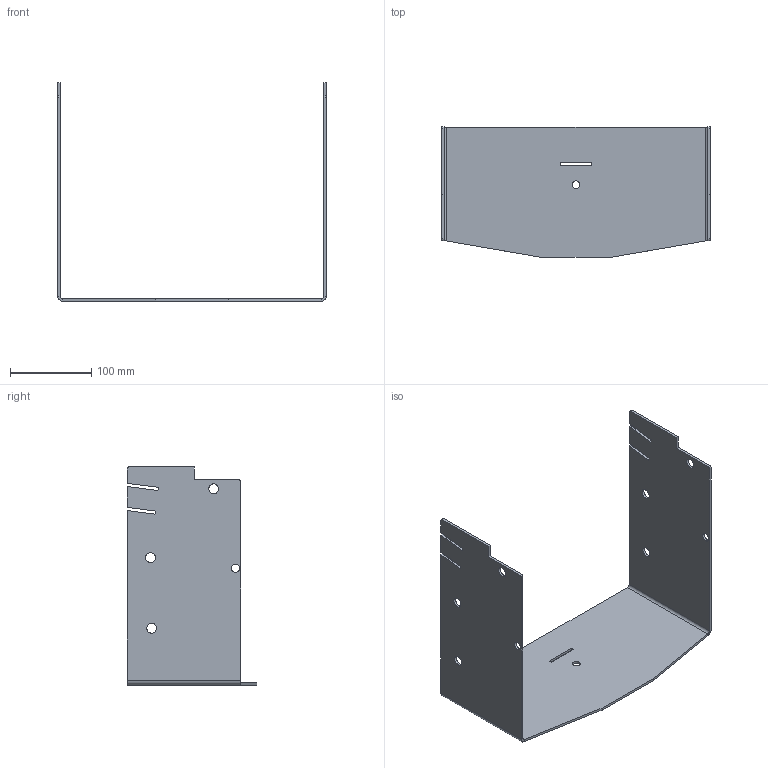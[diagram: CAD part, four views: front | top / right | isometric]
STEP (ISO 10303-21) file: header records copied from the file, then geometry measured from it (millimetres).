
FILE_DESCRIPTION (( 'STEP AP203' ), '1' );
FILE_NAME ('Front_U_Bracket_Default_sldprt.STEP', '2023-01-20T01:46:34', ( '' ), ( '' ), 'SwSTEP 2.0', 'SolidWorks 2022', '' );
FILE_SCHEMA (( 'CONFIG_CONTROL_DESIGN' ));
Length unit declared in the file: inch
Products named in the file (1): Front_U_Bracket_Default_sldprt
Bounding box: 330.2 x 159.51 x 268.22 mm (x, y, z)
Volume: 365312.8 mm3; surface area: 248690.1 mm2
Topology: 1 solids, 1 shells, 70 faces, 188 edges, 120 vertices
Faces by surface type: plane 44, cylinder 26
Entity records: 2295 total; most frequent: DIRECTION 382, CARTESIAN_POINT 379, ORIENTED_EDGE 376, EDGE_CURVE 188, VECTOR 136, LINE 136, AXIS2_PLACEMENT_3D 123, VERTEX_POINT 120
